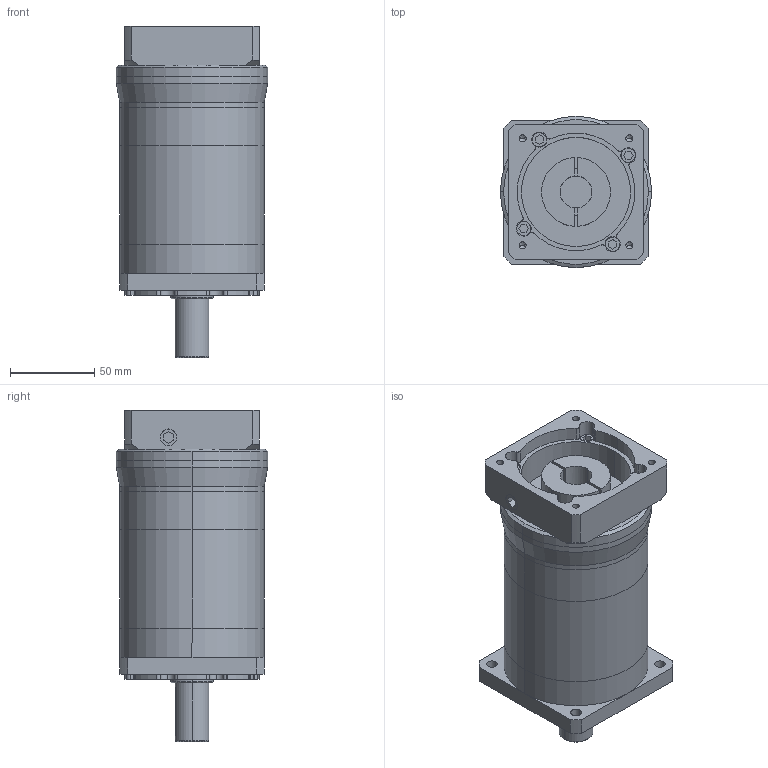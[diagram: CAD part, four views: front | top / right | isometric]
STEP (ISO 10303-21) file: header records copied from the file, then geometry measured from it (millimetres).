
FILE_DESCRIPTION (( 'STEP AP214' ), '1' );
FILE_NAME ('VGF85三级模型 方80.STEP', '2018-05-04T01:01:10', ( 'Windows' ), ( 'Microsoft' ), 'SwSTEP 2.0', 'SolidWorks 2016', '' );
FILE_SCHEMA (( 'AUTOMOTIVE_DESIGN' ));
Length unit declared in the file: millimetre
Products named in the file (1): VGF85三级模型 方80
Bounding box: 90 x 90 x 197 mm (x, y, z)
Volume: 881773.2 mm3; surface area: 130364.2 mm2
Topology: 5 solids, 5 shells, 358 faces, 894 edges, 579 vertices
Faces by surface type: plane 176, cylinder 158, cone 20, torus 4
Entity records: 11099 total; most frequent: DIRECTION 1962, CARTESIAN_POINT 1909, ORIENTED_EDGE 1768, EDGE_CURVE 884, AXIS2_PLACEMENT_3D 730, VERTEX_POINT 579, LINE 502, VECTOR 502
